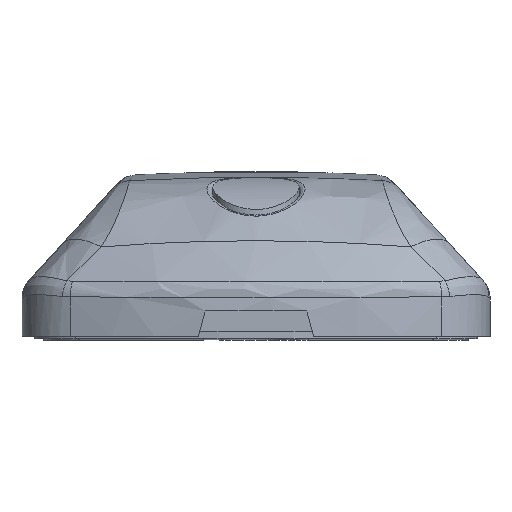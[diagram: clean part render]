
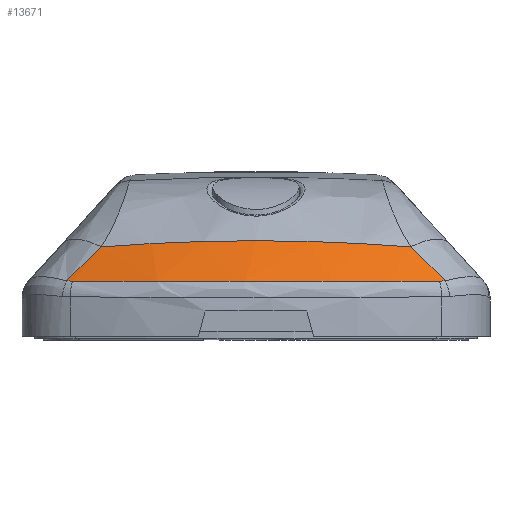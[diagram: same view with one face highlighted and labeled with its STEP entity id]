
A CAD part, front view. The second image highlights one B-rep face of the part: STEP entity #13671.
In plain terms, the highlighted free-form (B-spline) face has degree [3, 1] with [4, 2] control points.
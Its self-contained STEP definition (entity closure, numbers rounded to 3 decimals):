
#80 = CARTESIAN_POINT ( 'NONE',  ( 20.597, -34., 39.5 ) ) ;
#286 = CARTESIAN_POINT ( 'NONE',  ( 30.413, -41.471, 17.594 ) ) ;
#948 = CARTESIAN_POINT ( 'NONE',  ( -15.359, -50.696, 10.889 ) ) ;
#1004 = CARTESIAN_POINT ( 'NONE',  ( 36.829, -44.811, 10.884 ) ) ;
#1131 = CARTESIAN_POINT ( 'NONE',  ( -3.873, -51.758, 10.894 ) ) ;
#1764 = CARTESIAN_POINT ( 'NONE',  ( 5.126, -45.191, 18.808 ) ) ;
#1882 = EDGE_LOOP ( 'NONE', ( #17479, #7984, #14772, #17330, #3982, #14938 ) ) ;
#1887 = CARTESIAN_POINT ( 'NONE',  ( 27.916, -42.097, 17.798 ) ) ;
#2677 = CARTESIAN_POINT ( 'NONE',  ( -30.281, -47.356, 10.872 ) ) ;
#3064 = CARTESIAN_POINT ( 'NONE',  ( -36.829, -44.811, 10.884 ) ) ;
#3247 = CARTESIAN_POINT ( 'NONE',  ( -6.459, -45.033, 18.756 ) ) ;
#3289 = CARTESIAN_POINT ( 'NONE',  ( -55., -39.028, 6.507 ) ) ;
#3309 = CARTESIAN_POINT ( 'NONE',  ( -5.173, -45.092, 18.775 ) ) ;
#3369 = CARTESIAN_POINT ( 'NONE',  ( 20.37, -43.572, 18.278 ) ) ;
#3903 = CARTESIAN_POINT ( 'NONE',  ( -37.193, -44.62, 10.938 ) ) ;
#3973 = CARTESIAN_POINT ( 'NONE',  ( -12.325, -51.118, 10.891 ) ) ;
#3982 = ORIENTED_EDGE ( 'NONE', *, *, #5463, .T. ) ;
#4038 = CARTESIAN_POINT ( 'NONE',  ( -0.779, -51.83, 10.894 ) ) ;
#4098 = CARTESIAN_POINT ( 'NONE',  ( 21.285, -49.596, 10.883 ) ) ;
#4733 = CARTESIAN_POINT ( 'NONE',  ( -20.456, -43.636, 18.299 ) ) ;
#4762 = FACE_OUTER_BOUND ( 'NONE', #1882, .T. ) ;
#5035 = VERTEX_POINT ( 'NONE', #16446 ) ;
#5084 = B_SPLINE_CURVE_WITH_KNOTS ( 'NONE', 3,
 ( #13500, #3064, #12133, #16368 ),
 .UNSPECIFIED., .F., .F.,
 ( 4, 4 ),
 ( 0., 0.001 ),
 .UNSPECIFIED. ) ;
#5463 = EDGE_CURVE ( 'NONE', #5035, #11289, #8759, .T. ) ;
#5516 = CARTESIAN_POINT ( 'NONE',  ( 12.253, -51.268, 10.891 ) ) ;
#5646 = EDGE_CURVE ( 'NONE', #5653, #7637, #14569, .T. ) ;
#5653 = VERTEX_POINT ( 'NONE', #12930 ) ;
#6204 = CARTESIAN_POINT ( 'NONE',  ( -25.465, -42.712, 17.998 ) ) ;
#6257 = CARTESIAN_POINT ( 'NONE',  ( 20.597, -61.685, 6.507 ) ) ;
#6882 = CARTESIAN_POINT ( 'NONE',  ( -36.067, -45.129, 10.859 ) ) ;
#6930 = B_SPLINE_CURVE_WITH_KNOTS ( 'NONE', 3,
 ( #286, #1887, #12199, #3369, #18170, #7892, #1764, #12075, #9310, #3309, #3247, #13565, #13625, #4733, #6204, #9192 ),
 .UNSPECIFIED., .F., .F.,
 ( 4, 2, 2, 2, 2, 2, 2, 4 ),
 ( 0.009, 0.017, 0.025, 0.04, 0.044, 0.048, 0.056, 0.071 ),
 .UNSPECIFIED. ) ;
#7007 = CARTESIAN_POINT ( 'NONE',  ( -6.192, -51.651, 10.893 ) ) ;
#7060 = CARTESIAN_POINT ( 'NONE',  ( 30.222, -47.187, 10.87 ) ) ;
#7083 = CARTESIAN_POINT ( 'NONE',  ( -37.193, -44.62, 10.938 ) ) ;
#7307 = B_SPLINE_CURVE_WITH_KNOTS ( 'NONE', 3,
 ( #17227, #18580, #1004, #9707 ),
 .UNSPECIFIED., .F., .F.,
 ( 4, 4 ),
 ( 0., 0.001 ),
 .UNSPECIFIED. ) ;
#7496 = CARTESIAN_POINT ( 'NONE',  ( 55., -11.343, 39.5 ) ) ;
#7592 =( BOUNDED_SURFACE ( )  B_SPLINE_SURFACE ( 3, 1, ( 
 ( #16347, #7496 ),
 ( #6257, #80 ),
 ( #8924, #10381 ),
 ( #3289, #16469 ) ),
 .UNSPECIFIED., .F., .F., .F. ) 
 B_SPLINE_SURFACE_WITH_KNOTS ( ( 4, 4 ),
 ( 2, 2 ),
 ( 0., 1. ),
 ( 0., 1. ),
 .UNSPECIFIED. ) 
 GEOMETRIC_REPRESENTATION_ITEM ( )  RATIONAL_B_SPLINE_SURFACE ( (
 ( 1., 1.),
 ( 0.89, 0.89),
 ( 0.89, 0.89),
 ( 1., 1.) ) ) 
 REPRESENTATION_ITEM ( '' )  SURFACE ( )  );
#7637 = VERTEX_POINT ( 'NONE', #17306 ) ;
#7892 = CARTESIAN_POINT ( 'NONE',  ( 10.234, -44.882, 18.706 ) ) ;
#7915 = CARTESIAN_POINT ( 'NONE',  ( 37.193, -44.62, 10.938 ) ) ;
#7984 = ORIENTED_EDGE ( 'NONE', *, *, #15813, .T. ) ;
#8371 = CARTESIAN_POINT ( 'NONE',  ( 34.621, -45.686, 10.862 ) ) ;
#8557 = CARTESIAN_POINT ( 'NONE',  ( 6.159, -51.831, 10.894 ) ) ;
#8759 = B_SPLINE_CURVE_WITH_KNOTS ( 'NONE', 3,
 ( #7915, #12284, #9211, #13654 ),
 .UNSPECIFIED., .F., .F.,
 ( 4, 4 ),
 ( 0.167, 1. ),
 .UNSPECIFIED. ) ;
#8924 = CARTESIAN_POINT ( 'NONE',  ( -20.597, -61.685, 6.507 ) ) ;
#9192 = CARTESIAN_POINT ( 'NONE',  ( -30.412, -41.471, 17.594 ) ) ;
#9211 = CARTESIAN_POINT ( 'NONE',  ( 32.789, -42.669, 15.263 ) ) ;
#9310 = CARTESIAN_POINT ( 'NONE',  ( -2.594, -45.17, 18.801 ) ) ;
#9707 = CARTESIAN_POINT ( 'NONE',  ( 37.193, -44.62, 10.938 ) ) ;
#9775 = CARTESIAN_POINT ( 'NONE',  ( -3.098, -51.785, 10.894 ) ) ;
#9910 = EDGE_CURVE ( 'NONE', #16360, #14422, #12196, .T. ) ;
#9954 = CARTESIAN_POINT ( 'NONE',  ( -1.551, -51.821, 10.894 ) ) ;
#10012 = CARTESIAN_POINT ( 'NONE',  ( -24.378, -49.018, 10.88 ) ) ;
#10381 = CARTESIAN_POINT ( 'NONE',  ( -20.597, -34., 39.5 ) ) ;
#11289 = VERTEX_POINT ( 'NONE', #13322 ) ;
#11431 = CARTESIAN_POINT ( 'NONE',  ( 33.162, -46.209, 10.865 ) ) ;
#11451 = CARTESIAN_POINT ( 'NONE',  ( -32.789, -42.669, 15.263 ) ) ;
#12075 = CARTESIAN_POINT ( 'NONE',  ( -1.305, -45.19, 18.807 ) ) ;
#12133 = CARTESIAN_POINT ( 'NONE',  ( -36.454, -44.98, 10.858 ) ) ;
#12196 = B_SPLINE_CURVE_WITH_KNOTS ( 'NONE', 3,
 ( #14255, #11451, #15937, #7083 ),
 .UNSPECIFIED., .F., .F.,
 ( 4, 4 ),
 ( 0., 0.833 ),
 .UNSPECIFIED. ) ;
#12199 = CARTESIAN_POINT ( 'NONE',  ( 25.406, -42.642, 17.975 ) ) ;
#12284 = CARTESIAN_POINT ( 'NONE',  ( 35.049, -43.712, 13.044 ) ) ;
#12805 = CARTESIAN_POINT ( 'NONE',  ( 36.067, -45.129, 10.859 ) ) ;
#12930 = CARTESIAN_POINT ( 'NONE',  ( -36.067, -45.129, 10.859 ) ) ;
#12990 = CARTESIAN_POINT ( 'NONE',  ( -7.73, -51.544, 10.893 ) ) ;
#13322 = CARTESIAN_POINT ( 'NONE',  ( 30.413, -41.471, 17.594 ) ) ;
#13500 = CARTESIAN_POINT ( 'NONE',  ( -37.193, -44.62, 10.938 ) ) ;
#13565 = CARTESIAN_POINT ( 'NONE',  ( -10.305, -44.799, 18.679 ) ) ;
#13625 = CARTESIAN_POINT ( 'NONE',  ( -12.854, -44.565, 18.603 ) ) ;
#13654 = CARTESIAN_POINT ( 'NONE',  ( 30.413, -41.471, 17.594 ) ) ;
#13671 = ADVANCED_FACE ( 'NONE', ( #4762 ), #7592, .F. ) ;
#14255 = CARTESIAN_POINT ( 'NONE',  ( -30.412, -41.471, 17.594 ) ) ;
#14422 = VERTEX_POINT ( 'NONE', #3903 ) ;
#14569 = B_SPLINE_CURVE_WITH_KNOTS ( 'NONE', 3,
 ( #6882, #2677, #10012, #948, #3973, #12990, #7007, #1131, #9775, #9954, #4038, #8557, #5516, #4098, #17289, #17413, #7060, #11431, #8371, #12805 ),
 .UNSPECIFIED., .F., .F.,
 ( 4, 2, 2, 2, 2, 2, 2, 2, 2, 4 ),
 ( 0., 0.018, 0.028, 0.032, 0.034, 0.037, 0.055, 0.064, 0.069, 0.073 ),
 .UNSPECIFIED. ) ;
#14772 = ORIENTED_EDGE ( 'NONE', *, *, #5646, .T. ) ;
#14938 = ORIENTED_EDGE ( 'NONE', *, *, #18955, .T. ) ;
#15813 = EDGE_CURVE ( 'NONE', #14422, #5653, #5084, .T. ) ;
#15937 = CARTESIAN_POINT ( 'NONE',  ( -35.049, -43.712, 13.044 ) ) ;
#16347 = CARTESIAN_POINT ( 'NONE',  ( 55., -39.028, 6.507 ) ) ;
#16360 = VERTEX_POINT ( 'NONE', #16926 ) ;
#16368 = CARTESIAN_POINT ( 'NONE',  ( -36.067, -45.129, 10.859 ) ) ;
#16446 = CARTESIAN_POINT ( 'NONE',  ( 37.193, -44.62, 10.938 ) ) ;
#16469 = CARTESIAN_POINT ( 'NONE',  ( -55., -11.343, 39.5 ) ) ;
#16926 = CARTESIAN_POINT ( 'NONE',  ( -30.412, -41.471, 17.594 ) ) ;
#17227 = CARTESIAN_POINT ( 'NONE',  ( 36.067, -45.129, 10.859 ) ) ;
#17289 = CARTESIAN_POINT ( 'NONE',  ( 24.278, -48.9, 10.88 ) ) ;
#17306 = CARTESIAN_POINT ( 'NONE',  ( 36.067, -45.129, 10.859 ) ) ;
#17330 = ORIENTED_EDGE ( 'NONE', *, *, #18637, .T. ) ;
#17413 = CARTESIAN_POINT ( 'NONE',  ( 28.738, -47.642, 10.873 ) ) ;
#17479 = ORIENTED_EDGE ( 'NONE', *, *, #9910, .T. ) ;
#18170 = CARTESIAN_POINT ( 'NONE',  ( 17.843, -43.957, 18.404 ) ) ;
#18580 = CARTESIAN_POINT ( 'NONE',  ( 36.454, -44.98, 10.858 ) ) ;
#18637 = EDGE_CURVE ( 'NONE', #7637, #5035, #7307, .T. ) ;
#18955 = EDGE_CURVE ( 'NONE', #11289, #16360, #6930, .T. ) ;
